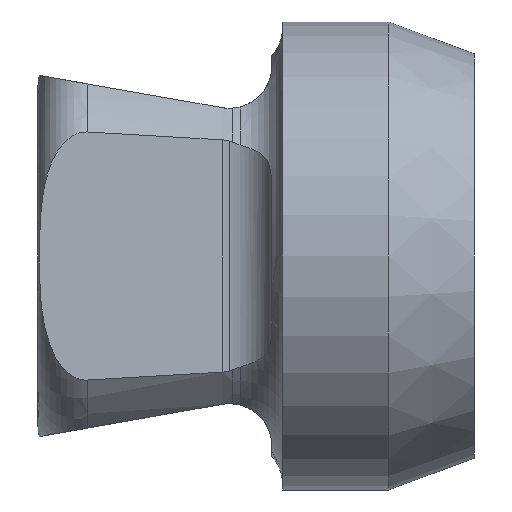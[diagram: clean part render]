
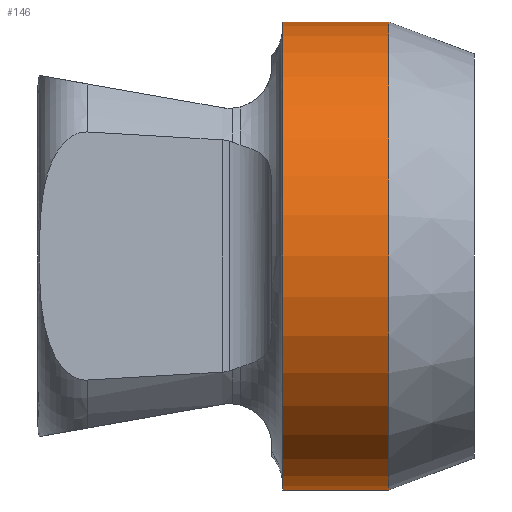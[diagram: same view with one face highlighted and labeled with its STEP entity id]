
A CAD part, left-side view. The second image highlights one B-rep face of the part: STEP entity #146.
In plain terms, the highlighted cylindrical face has radius 11 mm (diameter 22 mm), a partial arc.
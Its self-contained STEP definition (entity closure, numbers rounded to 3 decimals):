
#41 = DIRECTION ( 'NONE',  ( 0., 0., 1. ) ) ;
#143 = CYLINDRICAL_SURFACE ( 'NONE', #1392, 11. ) ;
#146 = ADVANCED_FACE ( 'NONE', ( #514 ), #143, .T. ) ;
#231 = CARTESIAN_POINT ( 'NONE',  ( 0., 4., -11. ) ) ;
#249 = DIRECTION ( 'NONE',  ( 0., 0., 1. ) ) ;
#269 = EDGE_CURVE ( 'NONE', #996, #890, #1425, .T. ) ;
#284 = DIRECTION ( 'NONE',  ( 0., 1., 0. ) ) ;
#297 = ORIENTED_EDGE ( 'NONE', *, *, #340, .F. ) ;
#301 = CARTESIAN_POINT ( 'NONE',  ( 0., 20.5, 11. ) ) ;
#310 = CIRCLE ( 'NONE', #519, 11. ) ;
#340 = EDGE_CURVE ( 'NONE', #690, #890, #663, .T. ) ;
#476 = DIRECTION ( 'NONE',  ( 0., 0., 1. ) ) ;
#502 = CARTESIAN_POINT ( 'NONE',  ( 0., 9., 11. ) ) ;
#514 = FACE_OUTER_BOUND ( 'NONE', #1003, .T. ) ;
#519 = AXIS2_PLACEMENT_3D ( 'NONE', #658, #1169, #41 ) ;
#658 = CARTESIAN_POINT ( 'NONE',  ( 0., 4., 0. ) ) ;
#663 = CIRCLE ( 'NONE', #1371, 11. ) ;
#667 = DIRECTION ( 'NONE',  ( 0., 1., 0. ) ) ;
#690 = VERTEX_POINT ( 'NONE', #1565 ) ;
#697 = ORIENTED_EDGE ( 'NONE', *, *, #1233, .F. ) ;
#819 = ORIENTED_EDGE ( 'NONE', *, *, #1380, .T. ) ;
#825 = ORIENTED_EDGE ( 'NONE', *, *, #269, .T. ) ;
#890 = VERTEX_POINT ( 'NONE', #502 ) ;
#917 = VECTOR ( 'NONE', #667, 1000. ) ;
#989 = CARTESIAN_POINT ( 'NONE',  ( 0., 20.5, 0. ) ) ;
#996 = VERTEX_POINT ( 'NONE', #1554 ) ;
#1003 = EDGE_LOOP ( 'NONE', ( #697, #819, #825, #297 ) ) ;
#1068 = CARTESIAN_POINT ( 'NONE',  ( 0., 9., 0. ) ) ;
#1160 = VECTOR ( 'NONE', #284, 1000. ) ;
#1169 = DIRECTION ( 'NONE',  ( 0., 1., 0. ) ) ;
#1207 = DIRECTION ( 'NONE',  ( 0., 1., 0. ) ) ;
#1233 = EDGE_CURVE ( 'NONE', #1562, #690, #1525, .T. ) ;
#1284 = CARTESIAN_POINT ( 'NONE',  ( 0., 20.5, -11. ) ) ;
#1371 = AXIS2_PLACEMENT_3D ( 'NONE', #1068, #1207, #476 ) ;
#1380 = EDGE_CURVE ( 'NONE', #1562, #996, #310, .T. ) ;
#1392 = AXIS2_PLACEMENT_3D ( 'NONE', #989, #1609, #249 ) ;
#1425 = LINE ( 'NONE', #301, #1160 ) ;
#1525 = LINE ( 'NONE', #1284, #917 ) ;
#1554 = CARTESIAN_POINT ( 'NONE',  ( 0., 4., 11. ) ) ;
#1562 = VERTEX_POINT ( 'NONE', #231 ) ;
#1565 = CARTESIAN_POINT ( 'NONE',  ( 0., 9., -11. ) ) ;
#1609 = DIRECTION ( 'NONE',  ( 0., 1., 0. ) ) ;
